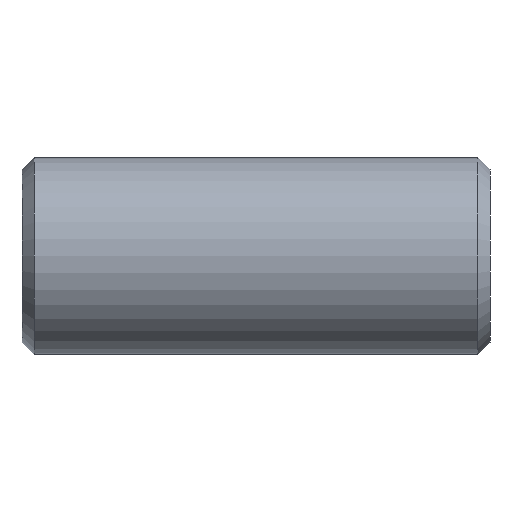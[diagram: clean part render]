
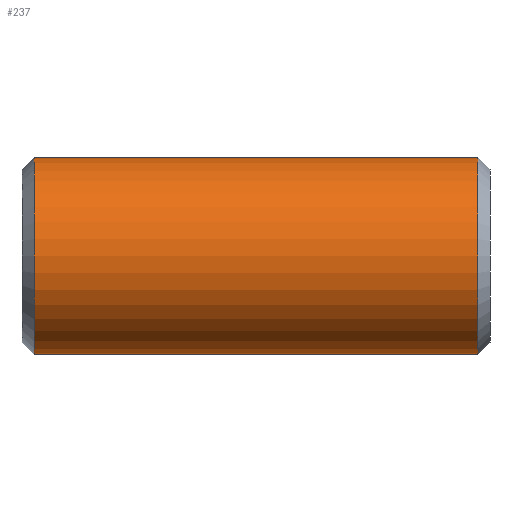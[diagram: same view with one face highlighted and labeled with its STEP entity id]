
A CAD part, front view. The second image highlights one B-rep face of the part: STEP entity #237.
In plain terms, the highlighted cylindrical face has radius 2 mm (diameter 4 mm), a partial arc.
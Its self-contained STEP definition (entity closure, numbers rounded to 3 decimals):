
#58 = ORIENTED_EDGE ( 'NONE', *, *, #471, .F. ) ;
#63 = CARTESIAN_POINT ( 'NONE',  ( -8.529, 0., 0. ) ) ;
#68 = LINE ( 'NONE', #129, #482 ) ;
#82 = ORIENTED_EDGE ( 'NONE', *, *, #531, .T. ) ;
#105 = VERTEX_POINT ( 'NONE', #259 ) ;
#129 = CARTESIAN_POINT ( 'NONE',  ( -8.529, 0., -2. ) ) ;
#140 = CYLINDRICAL_SURFACE ( 'NONE', #320, 2. ) ;
#152 = CIRCLE ( 'NONE', #517, 2. ) ;
#163 = CIRCLE ( 'NONE', #288, 2. ) ;
#179 = CARTESIAN_POINT ( 'NONE',  ( -0.25, 0., 2. ) ) ;
#201 = EDGE_CURVE ( 'NONE', #105, #496, #163, .T. ) ;
#223 = VECTOR ( 'NONE', #510, 1000. ) ;
#237 = ADVANCED_FACE ( 'NONE', ( #437 ), #140, .T. ) ;
#259 = CARTESIAN_POINT ( 'NONE',  ( -0.25, 0., -2. ) ) ;
#277 = ORIENTED_EDGE ( 'NONE', *, *, #442, .F. ) ;
#288 = AXIS2_PLACEMENT_3D ( 'NONE', #356, #523, #398 ) ;
#302 = VERTEX_POINT ( 'NONE', #451 ) ;
#313 = DIRECTION ( 'NONE',  ( -1., 0., 0. ) ) ;
#320 = AXIS2_PLACEMENT_3D ( 'NONE', #63, #359, #362 ) ;
#328 = VERTEX_POINT ( 'NONE', #495 ) ;
#340 = CARTESIAN_POINT ( 'NONE',  ( -9.25, 0., 0. ) ) ;
#356 = CARTESIAN_POINT ( 'NONE',  ( -0.25, 0., 0. ) ) ;
#359 = DIRECTION ( 'NONE',  ( -1., 0., 0. ) ) ;
#362 = DIRECTION ( 'NONE',  ( 0., 0., 1. ) ) ;
#381 = DIRECTION ( 'NONE',  ( 0., 0., 1. ) ) ;
#386 = DIRECTION ( 'NONE',  ( -1., 0., 0. ) ) ;
#387 = ORIENTED_EDGE ( 'NONE', *, *, #201, .T. ) ;
#398 = DIRECTION ( 'NONE',  ( 0., 0., 1. ) ) ;
#410 = LINE ( 'NONE', #513, #223 ) ;
#437 = FACE_OUTER_BOUND ( 'NONE', #447, .T. ) ;
#442 = EDGE_CURVE ( 'NONE', #328, #302, #152, .T. ) ;
#447 = EDGE_LOOP ( 'NONE', ( #58, #387, #82, #277 ) ) ;
#451 = CARTESIAN_POINT ( 'NONE',  ( -9.25, 0., 2. ) ) ;
#471 = EDGE_CURVE ( 'NONE', #105, #328, #68, .T. ) ;
#482 = VECTOR ( 'NONE', #313, 1000. ) ;
#495 = CARTESIAN_POINT ( 'NONE',  ( -9.25, 0., -2. ) ) ;
#496 = VERTEX_POINT ( 'NONE', #179 ) ;
#510 = DIRECTION ( 'NONE',  ( -1., 0., 0. ) ) ;
#513 = CARTESIAN_POINT ( 'NONE',  ( -8.529, 0., 2. ) ) ;
#517 = AXIS2_PLACEMENT_3D ( 'NONE', #340, #386, #381 ) ;
#523 = DIRECTION ( 'NONE',  ( -1., 0., 0. ) ) ;
#531 = EDGE_CURVE ( 'NONE', #496, #302, #410, .T. ) ;
